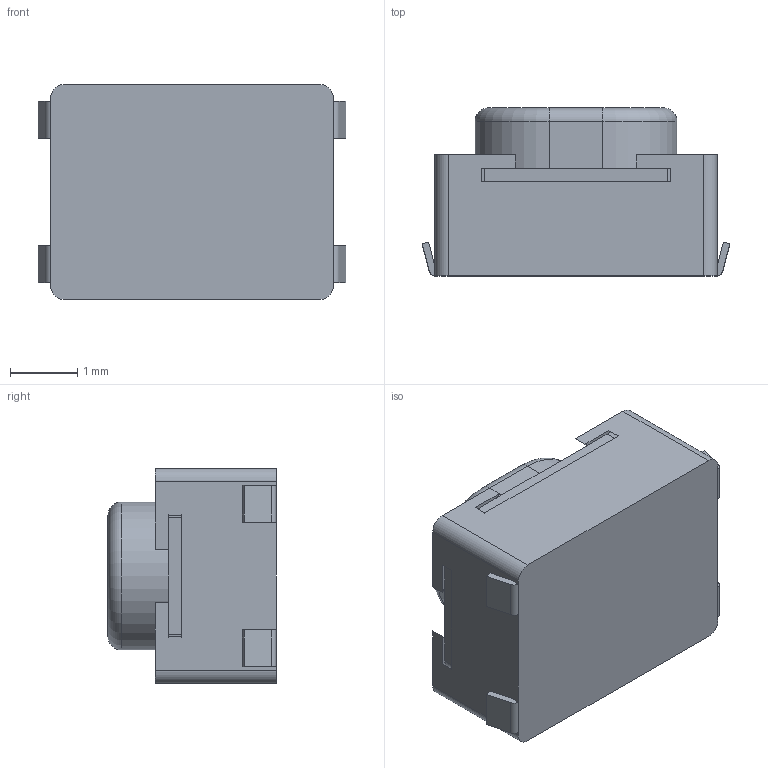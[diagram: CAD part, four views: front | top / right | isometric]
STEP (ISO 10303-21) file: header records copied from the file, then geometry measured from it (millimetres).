
FILE_DESCRIPTION(/* description */ (''),/* implementation_level */ '2;1');
FILE_NAME(/* name */ 'PTS810SJG250SMTRLFS.step',/* time_stamp */ '2020-07-07T18:14:38+10:00',/* author */ (''),/* organization */ (''),/* preprocessor_version */ 'ST-DEVELOPER v18.1',/* originating_system */ 'Autodesk Translation Framework v9.3.0.1241',/* authorisation */ '');
FILE_SCHEMA (('AUTOMOTIVE_DESIGN { 1 0 10303 214 3 1 1 }'));
Length unit declared in the file: millimetre
Products named in the file (2): PTS810SJG250SMTRLFS; SOLID (15)
Assembly tree (1 placements, depth 2):
  PTS810SJG250SMTRLFS
    SOLID (15)
Bounding box: 4.58 x 2.5 x 3.2 mm (x, y, z)
Volume: 22.2 mm3; surface area: 108.3 mm2
Topology: 1 solids, 1 shells, 196 faces, 510 edges, 316 vertices
Faces by surface type: plane 139, cylinder 46, sphere 8, torus 2, bspline 1
Full cylindrical faces by diameter (mm): 0.8 x1
Entity records: 6077 total; most frequent: CARTESIAN_POINT 1043, DIRECTION 1005, ORIENTED_EDGE 1004, EDGE_CURVE 502, LINE 395, VECTOR 395, VERTEX_POINT 316, AXIS2_PLACEMENT_3D 305
